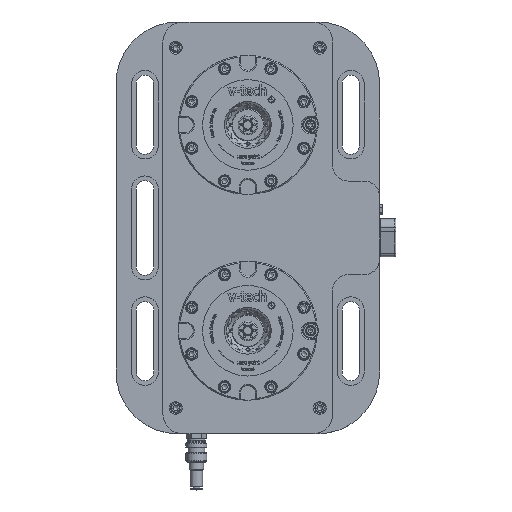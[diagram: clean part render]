
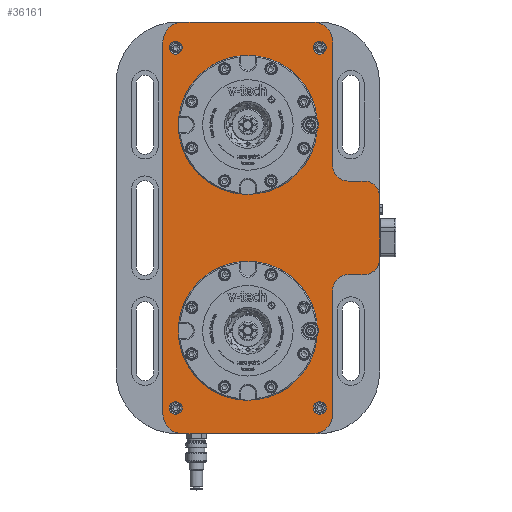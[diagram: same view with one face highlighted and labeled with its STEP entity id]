
A CAD part, top view. The second image highlights one B-rep face of the part: STEP entity #36161.
In plain terms, the highlighted planar face has unit normal (0, 0, 1).
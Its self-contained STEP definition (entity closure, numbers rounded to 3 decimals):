
#4143=FACE_BOUND('',#7490,.T.);
#4144=FACE_BOUND('',#7491,.T.);
#4145=FACE_BOUND('',#7492,.T.);
#4146=FACE_BOUND('',#7493,.T.);
#4147=FACE_BOUND('',#7494,.T.);
#4148=FACE_BOUND('',#7495,.T.);
#4487=PLANE('',#38602);
#5455=FACE_OUTER_BOUND('',#7489,.T.);
#7489=EDGE_LOOP('',(#25538,#25539,#25540,#25541,#25542,#25543,#25544,#25545,
#25546,#25547,#25548,#25549,#25550,#25551,#25552,#25553));
#7490=EDGE_LOOP('',(#25554));
#7491=EDGE_LOOP('',(#25555));
#7492=EDGE_LOOP('',(#25556,#25557,#25558));
#7493=EDGE_LOOP('',(#25559,#25560,#25561));
#7494=EDGE_LOOP('',(#25562));
#7495=EDGE_LOOP('',(#25563));
#9844=CIRCLE('',#38601,6.188);
#9845=CIRCLE('',#38603,15.);
#9846=CIRCLE('',#38604,15.);
#9847=CIRCLE('',#38605,15.);
#9848=CIRCLE('',#38606,19.5);
#9849=CIRCLE('',#38607,19.5);
#9850=CIRCLE('',#38608,19.5);
#9851=CIRCLE('',#38609,19.5);
#9852=CIRCLE('',#38610,15.);
#9853=CIRCLE('',#38611,6.188);
#9854=CIRCLE('',#38612,6.188);
#9855=CIRCLE('',#38613,7.5);
#9856=CIRCLE('',#38614,7.5);
#9857=CIRCLE('',#38615,67.5);
#9858=CIRCLE('',#38616,7.5);
#9859=CIRCLE('',#38617,7.5);
#9860=CIRCLE('',#38618,67.5);
#9861=CIRCLE('',#38619,6.188);
#10657=LINE('',#48481,#13610);
#10681=LINE('',#48569,#13634);
#10709=LINE('',#48680,#13662);
#10710=LINE('',#48684,#13663);
#10711=LINE('',#48688,#13664);
#10712=LINE('',#48692,#13665);
#10713=LINE('',#48697,#13666);
#10714=LINE('',#48700,#13667);
#13610=VECTOR('',#40925,10.);
#13634=VECTOR('',#41003,10.);
#13662=VECTOR('',#41115,10.);
#13663=VECTOR('',#41118,10.);
#13664=VECTOR('',#41121,10.);
#13665=VECTOR('',#41124,10.);
#13666=VECTOR('',#41129,10.);
#13667=VECTOR('',#41132,10.);
#16567=VERTEX_POINT('',#48478);
#16568=VERTEX_POINT('',#48480);
#16604=VERTEX_POINT('',#48566);
#16605=VERTEX_POINT('',#48568);
#16643=VERTEX_POINT('',#48671);
#16644=VERTEX_POINT('',#48675);
#16645=VERTEX_POINT('',#48677);
#16646=VERTEX_POINT('',#48679);
#16647=VERTEX_POINT('',#48681);
#16648=VERTEX_POINT('',#48683);
#16649=VERTEX_POINT('',#48685);
#16650=VERTEX_POINT('',#48687);
#16651=VERTEX_POINT('',#48689);
#16652=VERTEX_POINT('',#48691);
#16653=VERTEX_POINT('',#48694);
#16654=VERTEX_POINT('',#48696);
#16655=VERTEX_POINT('',#48698);
#16656=VERTEX_POINT('',#48701);
#16657=VERTEX_POINT('',#48703);
#16658=VERTEX_POINT('',#48705);
#16659=VERTEX_POINT('',#48706);
#16660=VERTEX_POINT('',#48708);
#16661=VERTEX_POINT('',#48711);
#16662=VERTEX_POINT('',#48712);
#16663=VERTEX_POINT('',#48714);
#16664=VERTEX_POINT('',#48717);
#20081=EDGE_CURVE('',#16568,#16567,#10657,.T.);
#20124=EDGE_CURVE('',#16605,#16604,#10681,.T.);
#20179=EDGE_CURVE('',#16643,#16643,#9844,.T.);
#20181=EDGE_CURVE('',#16605,#16644,#9845,.T.);
#20182=EDGE_CURVE('',#16645,#16604,#9846,.T.);
#20183=EDGE_CURVE('',#16645,#16646,#10709,.T.);
#20184=EDGE_CURVE('',#16647,#16646,#9847,.T.);
#20185=EDGE_CURVE('',#16647,#16648,#10710,.T.);
#20186=EDGE_CURVE('',#16648,#16649,#9848,.T.);
#20187=EDGE_CURVE('',#16649,#16650,#10711,.T.);
#20188=EDGE_CURVE('',#16650,#16651,#9849,.T.);
#20189=EDGE_CURVE('',#16651,#16652,#10712,.T.);
#20190=EDGE_CURVE('',#16652,#16568,#9850,.T.);
#20191=EDGE_CURVE('',#16567,#16653,#9851,.T.);
#20192=EDGE_CURVE('',#16653,#16654,#10713,.T.);
#20193=EDGE_CURVE('',#16655,#16654,#9852,.T.);
#20194=EDGE_CURVE('',#16655,#16644,#10714,.T.);
#20195=EDGE_CURVE('',#16656,#16656,#9853,.T.);
#20196=EDGE_CURVE('',#16657,#16657,#9854,.T.);
#20197=EDGE_CURVE('',#16658,#16659,#9855,.T.);
#20198=EDGE_CURVE('',#16659,#16660,#9856,.T.);
#20199=EDGE_CURVE('',#16660,#16658,#9857,.T.);
#20200=EDGE_CURVE('',#16661,#16662,#9858,.T.);
#20201=EDGE_CURVE('',#16662,#16663,#9859,.T.);
#20202=EDGE_CURVE('',#16663,#16661,#9860,.T.);
#20203=EDGE_CURVE('',#16664,#16664,#9861,.T.);
#25538=ORIENTED_EDGE('',*,*,#20181,.F.);
#25539=ORIENTED_EDGE('',*,*,#20124,.T.);
#25540=ORIENTED_EDGE('',*,*,#20182,.F.);
#25541=ORIENTED_EDGE('',*,*,#20183,.T.);
#25542=ORIENTED_EDGE('',*,*,#20184,.F.);
#25543=ORIENTED_EDGE('',*,*,#20185,.T.);
#25544=ORIENTED_EDGE('',*,*,#20186,.T.);
#25545=ORIENTED_EDGE('',*,*,#20187,.T.);
#25546=ORIENTED_EDGE('',*,*,#20188,.T.);
#25547=ORIENTED_EDGE('',*,*,#20189,.T.);
#25548=ORIENTED_EDGE('',*,*,#20190,.T.);
#25549=ORIENTED_EDGE('',*,*,#20081,.T.);
#25550=ORIENTED_EDGE('',*,*,#20191,.T.);
#25551=ORIENTED_EDGE('',*,*,#20192,.T.);
#25552=ORIENTED_EDGE('',*,*,#20193,.F.);
#25553=ORIENTED_EDGE('',*,*,#20194,.T.);
#25554=ORIENTED_EDGE('',*,*,#20195,.F.);
#25555=ORIENTED_EDGE('',*,*,#20196,.F.);
#25556=ORIENTED_EDGE('',*,*,#20197,.T.);
#25557=ORIENTED_EDGE('',*,*,#20198,.T.);
#25558=ORIENTED_EDGE('',*,*,#20199,.T.);
#25559=ORIENTED_EDGE('',*,*,#20200,.T.);
#25560=ORIENTED_EDGE('',*,*,#20201,.T.);
#25561=ORIENTED_EDGE('',*,*,#20202,.T.);
#25562=ORIENTED_EDGE('',*,*,#20203,.F.);
#25563=ORIENTED_EDGE('',*,*,#20179,.F.);
#36161=ADVANCED_FACE('',(#5455,#4143,#4144,#4145,#4146,#4147,#4148),#4487,
 .T.);
#38601=AXIS2_PLACEMENT_3D('',#48672,#41106,#41107);
#38602=AXIS2_PLACEMENT_3D('',#48674,#41109,#41110);
#38603=AXIS2_PLACEMENT_3D('',#48676,#41111,#41112);
#38604=AXIS2_PLACEMENT_3D('',#48678,#41113,#41114);
#38605=AXIS2_PLACEMENT_3D('',#48682,#41116,#41117);
#38606=AXIS2_PLACEMENT_3D('',#48686,#41119,#41120);
#38607=AXIS2_PLACEMENT_3D('',#48690,#41122,#41123);
#38608=AXIS2_PLACEMENT_3D('',#48693,#41125,#41126);
#38609=AXIS2_PLACEMENT_3D('',#48695,#41127,#41128);
#38610=AXIS2_PLACEMENT_3D('',#48699,#41130,#41131);
#38611=AXIS2_PLACEMENT_3D('',#48702,#41133,#41134);
#38612=AXIS2_PLACEMENT_3D('',#48704,#41135,#41136);
#38613=AXIS2_PLACEMENT_3D('',#48707,#41137,#41138);
#38614=AXIS2_PLACEMENT_3D('',#48709,#41139,#41140);
#38615=AXIS2_PLACEMENT_3D('',#48710,#41141,#41142);
#38616=AXIS2_PLACEMENT_3D('',#48713,#41143,#41144);
#38617=AXIS2_PLACEMENT_3D('',#48715,#41145,#41146);
#38618=AXIS2_PLACEMENT_3D('',#48716,#41147,#41148);
#38619=AXIS2_PLACEMENT_3D('',#48718,#41149,#41150);
#40925=DIRECTION('',(1.,0.,0.));
#41003=DIRECTION('',(0.,1.,0.));
#41106=DIRECTION('center_axis',(0.,0.,1.));
#41107=DIRECTION('ref_axis',(-1.,0.,0.));
#41109=DIRECTION('center_axis',(0.,0.,1.));
#41110=DIRECTION('ref_axis',(1.,0.,0.));
#41111=DIRECTION('center_axis',(0.,0.,-1.));
#41112=DIRECTION('ref_axis',(0.707,-0.707,0.));
#41113=DIRECTION('center_axis',(0.,0.,-1.));
#41114=DIRECTION('ref_axis',(0.707,0.707,0.));
#41115=DIRECTION('',(-1.,0.,0.));
#41116=DIRECTION('center_axis',(0.,0.,1.));
#41117=DIRECTION('ref_axis',(-0.707,-0.707,0.));
#41118=DIRECTION('',(0.,1.,0.));
#41119=DIRECTION('center_axis',(0.,0.,1.));
#41120=DIRECTION('ref_axis',(-1.,0.,0.));
#41121=DIRECTION('',(-1.,0.,0.));
#41122=DIRECTION('center_axis',(0.,0.,1.));
#41123=DIRECTION('ref_axis',(0.,-1.,0.));
#41124=DIRECTION('',(0.,-1.,0.));
#41125=DIRECTION('center_axis',(0.,0.,1.));
#41126=DIRECTION('ref_axis',(1.,0.,0.));
#41127=DIRECTION('center_axis',(0.,0.,1.));
#41128=DIRECTION('ref_axis',(0.,1.,0.));
#41129=DIRECTION('',(0.,1.,0.));
#41130=DIRECTION('center_axis',(0.,0.,1.));
#41131=DIRECTION('ref_axis',(-0.707,0.707,0.));
#41132=DIRECTION('',(1.,0.,0.));
#41133=DIRECTION('center_axis',(0.,0.,1.));
#41134=DIRECTION('ref_axis',(-1.,0.,0.));
#41135=DIRECTION('center_axis',(0.,0.,1.));
#41136=DIRECTION('ref_axis',(-1.,0.,0.));
#41137=DIRECTION('center_axis',(0.,0.,-1.));
#41138=DIRECTION('ref_axis',(-1.,0.,0.));
#41139=DIRECTION('center_axis',(0.,0.,-1.));
#41140=DIRECTION('ref_axis',(-1.,0.,0.));
#41141=DIRECTION('center_axis',(0.,0.,-1.));
#41142=DIRECTION('ref_axis',(-1.,0.,0.));
#41143=DIRECTION('center_axis',(0.,0.,-1.));
#41144=DIRECTION('ref_axis',(-1.,0.,0.));
#41145=DIRECTION('center_axis',(0.,0.,-1.));
#41146=DIRECTION('ref_axis',(-1.,0.,0.));
#41147=DIRECTION('center_axis',(0.,0.,-1.));
#41148=DIRECTION('ref_axis',(-1.,0.,0.));
#41149=DIRECTION('center_axis',(0.,0.,1.));
#41150=DIRECTION('ref_axis',(-1.,0.,0.));
#48478=CARTESIAN_POINT('',(63.,-200.,36.));
#48480=CARTESIAN_POINT('',(-63.,-200.,36.));
#48481=CARTESIAN_POINT('',(128.,-200.,36.));
#48566=CARTESIAN_POINT('',(128.,30.5,36.));
#48568=CARTESIAN_POINT('',(128.,-30.5,36.));
#48569=CARTESIAN_POINT('',(128.,200.,36.));
#48671=CARTESIAN_POINT('',(76.188,-175.,36.));
#48672=CARTESIAN_POINT('Origin',(70.,-175.,36.));
#48674=CARTESIAN_POINT('Origin',(0.,0.,36.));
#48675=CARTESIAN_POINT('',(113.,-45.5,36.));
#48676=CARTESIAN_POINT('Origin',(113.,-30.5,36.));
#48677=CARTESIAN_POINT('',(113.,45.5,36.));
#48678=CARTESIAN_POINT('Origin',(113.,30.5,36.));
#48679=CARTESIAN_POINT('',(97.5,45.5,36.));
#48680=CARTESIAN_POINT('',(41.25,45.5,36.));
#48681=CARTESIAN_POINT('',(82.5,60.5,36.));
#48682=CARTESIAN_POINT('Origin',(97.5,60.5,36.));
#48683=CARTESIAN_POINT('',(82.5,180.5,36.));
#48684=CARTESIAN_POINT('',(82.5,90.25,36.));
#48685=CARTESIAN_POINT('',(63.,200.,36.));
#48686=CARTESIAN_POINT('Origin',(63.,180.5,36.));
#48687=CARTESIAN_POINT('',(-63.,200.,36.));
#48688=CARTESIAN_POINT('',(-128.,200.,36.));
#48689=CARTESIAN_POINT('',(-82.5,180.5,36.));
#48690=CARTESIAN_POINT('Origin',(-63.,180.5,36.));
#48691=CARTESIAN_POINT('',(-82.5,-180.5,36.));
#48692=CARTESIAN_POINT('',(-82.5,-90.25,36.));
#48693=CARTESIAN_POINT('Origin',(-63.,-180.5,36.));
#48694=CARTESIAN_POINT('',(82.5,-180.5,36.));
#48695=CARTESIAN_POINT('Origin',(63.,-180.5,36.));
#48696=CARTESIAN_POINT('',(82.5,-60.5,36.));
#48697=CARTESIAN_POINT('',(82.5,90.25,36.));
#48698=CARTESIAN_POINT('',(97.5,-45.5,36.));
#48699=CARTESIAN_POINT('Origin',(97.5,-60.5,36.));
#48700=CARTESIAN_POINT('',(64.,-45.5,36.));
#48701=CARTESIAN_POINT('',(76.188,175.,36.));
#48702=CARTESIAN_POINT('Origin',(70.,175.,36.));
#48703=CARTESIAN_POINT('',(-63.812,-175.,36.));
#48704=CARTESIAN_POINT('Origin',(-70.,-175.,36.));
#48705=CARTESIAN_POINT('',(67.385,-96.066,36.));
#48706=CARTESIAN_POINT('',(68.5,-100.,36.));
#48707=CARTESIAN_POINT('Origin',(61.,-100.,36.));
#48708=CARTESIAN_POINT('',(67.385,-103.934,36.));
#48709=CARTESIAN_POINT('Origin',(61.,-100.,36.));
#48710=CARTESIAN_POINT('Origin',(0.,-100.,36.));
#48711=CARTESIAN_POINT('',(67.385,103.934,36.));
#48712=CARTESIAN_POINT('',(68.5,100.,36.));
#48713=CARTESIAN_POINT('Origin',(61.,100.,36.));
#48714=CARTESIAN_POINT('',(67.385,96.066,36.));
#48715=CARTESIAN_POINT('Origin',(61.,100.,36.));
#48716=CARTESIAN_POINT('Origin',(0.,100.,36.));
#48717=CARTESIAN_POINT('',(-63.812,175.,36.));
#48718=CARTESIAN_POINT('Origin',(-70.,175.,36.));
